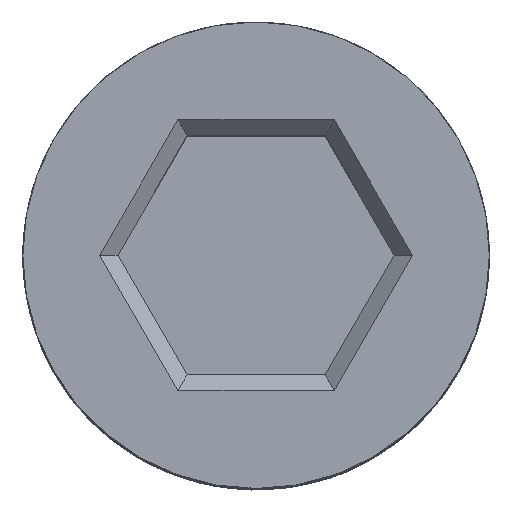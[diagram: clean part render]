
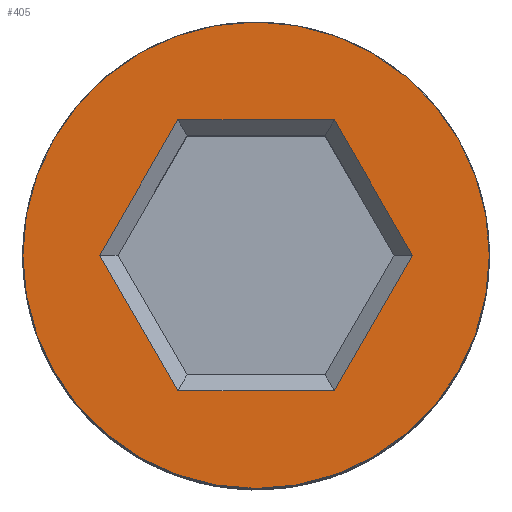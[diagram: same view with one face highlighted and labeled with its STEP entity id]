
A CAD part, top view. The second image highlights one B-rep face of the part: STEP entity #405.
In plain terms, the highlighted planar face has unit normal (0, 0, 1).
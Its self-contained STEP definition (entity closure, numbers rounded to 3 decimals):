
#105 = LINE ( 'NONE', #3990, #3024 ) ;
#158 = CARTESIAN_POINT ( 'NONE',  ( -0.491, -0.85, 0. ) ) ;
#323 = EDGE_LOOP ( 'NONE', ( #3426, #2656, #3251, #468, #1265, #1606 ) ) ;
#338 = CARTESIAN_POINT ( 'NONE',  ( 0., 0., 0. ) ) ;
#341 = EDGE_CURVE ( 'NONE', #3564, #4236, #755, .T. ) ;
#387 = LINE ( 'NONE', #3354, #423 ) ;
#405 = ADVANCED_FACE ( 'NONE', ( #1401, #3144 ), #3979, .T. ) ;
#423 = VECTOR ( 'NONE', #2984, 1000. ) ;
#455 = LINE ( 'NONE', #4010, #3571 ) ;
#468 = ORIENTED_EDGE ( 'NONE', *, *, #3746, .F. ) ;
#552 = LINE ( 'NONE', #2532, #782 ) ;
#621 = AXIS2_PLACEMENT_3D ( 'NONE', #3015, #3060, #1036 ) ;
#656 = DIRECTION ( 'NONE',  ( 1., 0., 0. ) ) ;
#672 = VECTOR ( 'NONE', #3685, 1000. ) ;
#700 = CARTESIAN_POINT ( 'NONE',  ( 1.464, 0., 0. ) ) ;
#755 = CIRCLE ( 'NONE', #3018, 1.464 ) ;
#773 = VERTEX_POINT ( 'NONE', #3033 ) ;
#782 = VECTOR ( 'NONE', #1903, 1000. ) ;
#797 = VERTEX_POINT ( 'NONE', #158 ) ;
#807 = CARTESIAN_POINT ( 'NONE',  ( 0.491, -0.85, 0. ) ) ;
#860 = ORIENTED_EDGE ( 'NONE', *, *, #341, .T. ) ;
#876 = DIRECTION ( 'NONE',  ( 1., 0., 0. ) ) ;
#1013 = CARTESIAN_POINT ( 'NONE',  ( -0.491, 0.85, 0. ) ) ;
#1036 = DIRECTION ( 'NONE',  ( 1., 0., 0. ) ) ;
#1265 = ORIENTED_EDGE ( 'NONE', *, *, #3692, .F. ) ;
#1304 = EDGE_CURVE ( 'NONE', #1932, #3470, #552, .T. ) ;
#1356 = DIRECTION ( 'NONE',  ( 0., 0., 1. ) ) ;
#1401 = FACE_BOUND ( 'NONE', #323, .T. ) ;
#1606 = ORIENTED_EDGE ( 'NONE', *, *, #1304, .F. ) ;
#1718 = CIRCLE ( 'NONE', #4124, 1.464 ) ;
#1903 = DIRECTION ( 'NONE',  ( -1., 0., 0. ) ) ;
#1932 = VERTEX_POINT ( 'NONE', #3585 ) ;
#1964 = EDGE_CURVE ( 'NONE', #773, #1932, #2687, .T. ) ;
#2179 = EDGE_LOOP ( 'NONE', ( #4128, #860 ) ) ;
#2408 = DIRECTION ( 'NONE',  ( 0.5, 0.866, 0. ) ) ;
#2419 = CARTESIAN_POINT ( 'NONE',  ( -1.464, 0., 0. ) ) ;
#2475 = CARTESIAN_POINT ( 'NONE',  ( -0.981, 0., 0. ) ) ;
#2532 = CARTESIAN_POINT ( 'NONE',  ( -0.217, 0.85, 0. ) ) ;
#2656 = ORIENTED_EDGE ( 'NONE', *, *, #3665, .F. ) ;
#2660 = DIRECTION ( 'NONE',  ( 1., 0., 0. ) ) ;
#2667 = CARTESIAN_POINT ( 'NONE',  ( 0.628, 0.612, 0. ) ) ;
#2687 = LINE ( 'NONE', #2667, #672 ) ;
#2840 = CARTESIAN_POINT ( 'NONE',  ( 0.217, -0.85, 0. ) ) ;
#2984 = DIRECTION ( 'NONE',  ( 0.5, -0.866, 0. ) ) ;
#3015 = CARTESIAN_POINT ( 'NONE',  ( 0., 0., 0. ) ) ;
#3018 = AXIS2_PLACEMENT_3D ( 'NONE', #338, #3892, #2660 ) ;
#3024 = VECTOR ( 'NONE', #2408, 1000. ) ;
#3033 = CARTESIAN_POINT ( 'NONE',  ( 0.981, 0., 0. ) ) ;
#3060 = DIRECTION ( 'NONE',  ( 0., 0., 1. ) ) ;
#3144 = FACE_OUTER_BOUND ( 'NONE', #2179, .T. ) ;
#3251 = ORIENTED_EDGE ( 'NONE', *, *, #3881, .F. ) ;
#3354 = CARTESIAN_POINT ( 'NONE',  ( -0.628, -0.612, 0. ) ) ;
#3395 = DIRECTION ( 'NONE',  ( -0.5, -0.866, 0. ) ) ;
#3410 = EDGE_CURVE ( 'NONE', #4236, #3564, #1718, .T. ) ;
#3426 = ORIENTED_EDGE ( 'NONE', *, *, #1964, .F. ) ;
#3470 = VERTEX_POINT ( 'NONE', #1013 ) ;
#3564 = VERTEX_POINT ( 'NONE', #2419 ) ;
#3571 = VECTOR ( 'NONE', #3395, 1000. ) ;
#3585 = CARTESIAN_POINT ( 'NONE',  ( 0.491, 0.85, 0. ) ) ;
#3665 = EDGE_CURVE ( 'NONE', #4090, #773, #105, .T. ) ;
#3685 = DIRECTION ( 'NONE',  ( -0.5, 0.866, 0. ) ) ;
#3692 = EDGE_CURVE ( 'NONE', #3470, #3864, #455, .T. ) ;
#3746 = EDGE_CURVE ( 'NONE', #3864, #797, #387, .T. ) ;
#3771 = LINE ( 'NONE', #2840, #4194 ) ;
#3864 = VERTEX_POINT ( 'NONE', #2475 ) ;
#3881 = EDGE_CURVE ( 'NONE', #797, #4090, #3771, .T. ) ;
#3892 = DIRECTION ( 'NONE',  ( 0., 0., 1. ) ) ;
#3979 = PLANE ( 'NONE',  #621 ) ;
#3990 = CARTESIAN_POINT ( 'NONE',  ( 0.844, -0.237, 0. ) ) ;
#4010 = CARTESIAN_POINT ( 'NONE',  ( -0.844, 0.237, 0. ) ) ;
#4090 = VERTEX_POINT ( 'NONE', #807 ) ;
#4124 = AXIS2_PLACEMENT_3D ( 'NONE', #4248, #1356, #656 ) ;
#4128 = ORIENTED_EDGE ( 'NONE', *, *, #3410, .T. ) ;
#4194 = VECTOR ( 'NONE', #876, 1000. ) ;
#4236 = VERTEX_POINT ( 'NONE', #700 ) ;
#4248 = CARTESIAN_POINT ( 'NONE',  ( 0., 0., 0. ) ) ;
